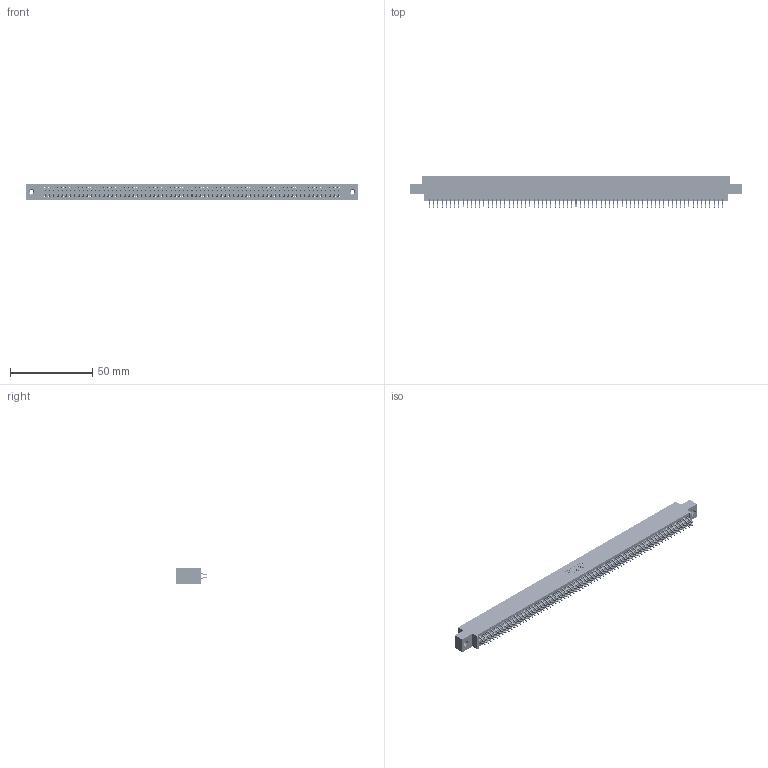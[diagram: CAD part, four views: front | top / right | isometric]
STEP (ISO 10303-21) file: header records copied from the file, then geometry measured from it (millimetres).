
FILE_DESCRIPTION (( 'STEP AP203' ), '1' );
FILE_NAME ('395-142-556-808.STEP', '2019-10-30T12:25:29', ( '' ), ( '' ), 'SwSTEP 2.0', 'SolidWorks 2016', '' );
FILE_SCHEMA (( 'CONFIG_CONTROL_DESIGN' ));
Length unit declared in the file: inch
Products named in the file (4): 345 Part_0.170 Offset - 0.156 Dia-TI; 345-292-001_556 Tail; 345-250-001_345-250-003-102; 395-142-556-808
Assembly tree (145 placements, depth 2):
  395-142-556-808
    345 Part_0.170 Offset - 0.156 Dia-TI
    345-292-001_556 Tail  x142
    345-250-001_345-250-003-102  x2
Bounding box: 201.55 x 19.24 x 9.4 mm (x, y, z)
Volume: 19722.3 mm3; surface area: 29747.2 mm2
Topology: 145 solids, 145 shells, 8142 faces, 24203 edges, 15938 vertices
Faces by surface type: plane 5370, cylinder 2756, cone 12, torus 4
Entity records: 53342 total; most frequent: CARTESIAN_POINT 8911, ORIENTED_EDGE 8826, DIRECTION 7835, EDGE_CURVE 4413, VECTOR 3969, LINE 3969, VERTEX_POINT 2936, AXIS2_PLACEMENT_3D 1933
